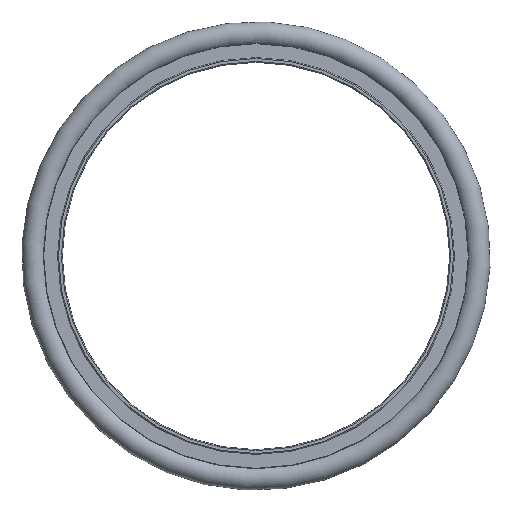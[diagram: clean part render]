
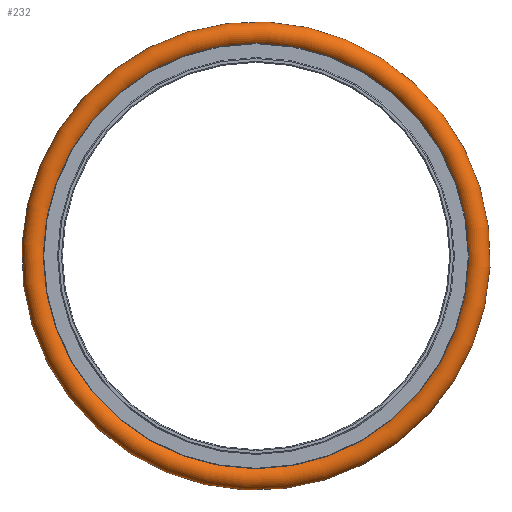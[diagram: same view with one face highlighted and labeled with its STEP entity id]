
A CAD part, left-side view. The second image highlights one B-rep face of the part: STEP entity #232.
In plain terms, the highlighted toroidal (fillet/blend) face has major radius 46.5 mm and minor radius 2.5 mm.
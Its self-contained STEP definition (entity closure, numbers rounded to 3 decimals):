
#18=VERTEX_LOOP('',#118);
#19=TOROIDAL_SURFACE('',#296,46.5,2.5);
#118=VERTEX_POINT('',#435);
#209=FACE_BOUND('',#18,.T.);
#232=ADVANCED_FACE('',(#209),#19,.T.);
#296=AXIS2_PLACEMENT_3D('',#434,#374,#375);
#374=DIRECTION('',(-1.,0.,0.));
#375=DIRECTION('',(0.,0.,1.));
#434=CARTESIAN_POINT('',(0.,0.,0.));
#435=CARTESIAN_POINT('',(0.,0.,44.));
